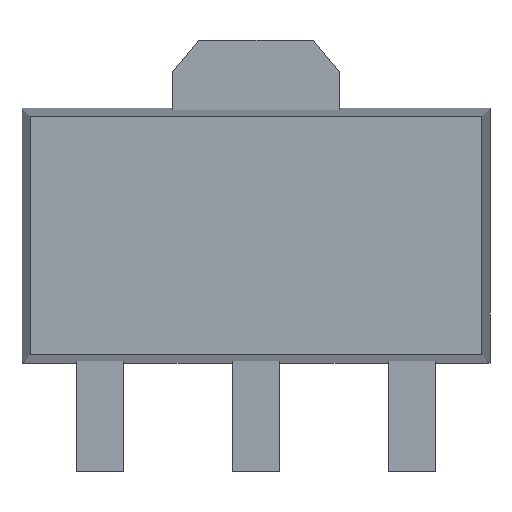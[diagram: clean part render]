
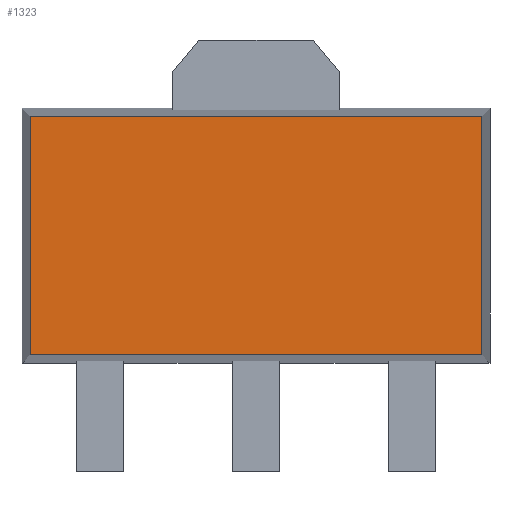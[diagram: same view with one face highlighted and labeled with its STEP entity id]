
A CAD part, top view. The second image highlights one B-rep face of the part: STEP entity #1323.
In plain terms, the highlighted face is planar.
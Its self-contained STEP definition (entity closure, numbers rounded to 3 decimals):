
#22 = ORIENTED_EDGE ( 'NONE', *, *, #1244, .F. ) ;
#41 = ORIENTED_EDGE ( 'NONE', *, *, #709, .F. ) ;
#105 = DIRECTION ( 'NONE',  ( 0., 0., -1. ) ) ;
#116 = VECTOR ( 'NONE', #1218, 1000. ) ;
#144 = VERTEX_POINT ( 'NONE', #1414 ) ;
#168 = VECTOR ( 'NONE', #1064, 1000. ) ;
#258 = EDGE_CURVE ( 'NONE', #1276, #144, #893, .T. ) ;
#423 = AXIS2_PLACEMENT_3D ( 'NONE', #1103, #105, #979 ) ;
#497 = VECTOR ( 'NONE', #686, 1000. ) ;
#499 = LINE ( 'NONE', #1382, #168 ) ;
#544 = CARTESIAN_POINT ( 'NONE',  ( 0.441, -0.734, -1.5 ) ) ;
#604 = ORIENTED_EDGE ( 'NONE', *, *, #614, .F. ) ;
#614 = EDGE_CURVE ( 'NONE', #683, #880, #1230, .T. ) ;
#646 = LINE ( 'NONE', #972, #773 ) ;
#656 = CARTESIAN_POINT ( 'NONE',  ( -3.901, -0.734, -1.5 ) ) ;
#661 = CARTESIAN_POINT ( 'NONE',  ( -3.901, -3.026, -1.5 ) ) ;
#679 = CARTESIAN_POINT ( 'NONE',  ( 0.52, -3.026, -1.5 ) ) ;
#683 = VERTEX_POINT ( 'NONE', #544 ) ;
#686 = DIRECTION ( 'NONE',  ( -1., 0., 0. ) ) ;
#709 = EDGE_CURVE ( 'NONE', #880, #1276, #646, .T. ) ;
#773 = VECTOR ( 'NONE', #964, 1000. ) ;
#792 = CARTESIAN_POINT ( 'NONE',  ( 0.52, -0.734, -1.5 ) ) ;
#880 = VERTEX_POINT ( 'NONE', #656 ) ;
#893 = LINE ( 'NONE', #679, #116 ) ;
#964 = DIRECTION ( 'NONE',  ( 0., -1., 0. ) ) ;
#972 = CARTESIAN_POINT ( 'NONE',  ( -3.901, -3.105, -1.5 ) ) ;
#979 = DIRECTION ( 'NONE',  ( -1., 0., 0. ) ) ;
#1064 = DIRECTION ( 'NONE',  ( 0., 1., 0. ) ) ;
#1103 = CARTESIAN_POINT ( 'NONE',  ( 0., 0., -1.5 ) ) ;
#1167 = ORIENTED_EDGE ( 'NONE', *, *, #258, .F. ) ;
#1212 = FACE_OUTER_BOUND ( 'NONE', #1389, .T. ) ;
#1218 = DIRECTION ( 'NONE',  ( 1., 0., 0. ) ) ;
#1230 = LINE ( 'NONE', #792, #497 ) ;
#1244 = EDGE_CURVE ( 'NONE', #144, #683, #499, .T. ) ;
#1276 = VERTEX_POINT ( 'NONE', #661 ) ;
#1313 = PLANE ( 'NONE',  #423 ) ;
#1323 = ADVANCED_FACE ( 'NONE', ( #1212 ), #1313, .T. ) ;
#1382 = CARTESIAN_POINT ( 'NONE',  ( 0.441, -0.655, -1.5 ) ) ;
#1389 = EDGE_LOOP ( 'NONE', ( #22, #1167, #41, #604 ) ) ;
#1414 = CARTESIAN_POINT ( 'NONE',  ( 0.441, -3.026, -1.5 ) ) ;
